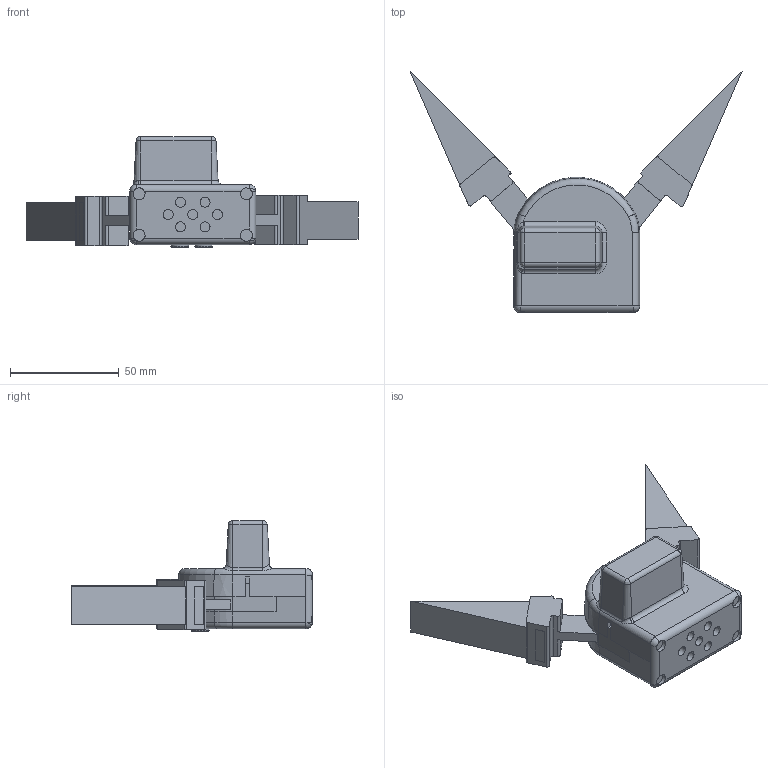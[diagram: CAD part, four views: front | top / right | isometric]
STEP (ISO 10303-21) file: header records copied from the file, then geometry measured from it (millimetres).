
FILE_DESCRIPTION (( 'STEP AP214' ), '1' );
FILE_NAME ('柔性夹爪-可外发.STEP', '2023-04-20T08:14:36', ( '' ), ( '' ), 'SwSTEP 2.0', 'SolidWorks 2018', '' );
FILE_SCHEMA (( 'AUTOMOTIVE_DESIGN' ));
Length unit declared in the file: millimetre
Products named in the file (1): 柔性夹爪-可外发
Bounding box: 152.86 x 110.96 x 50.9 mm (x, y, z)
Volume: 135205.9 mm3; surface area: 32812.1 mm2
Topology: 1 solids, 5 shells, 322 faces, 852 edges, 540 vertices
Faces by surface type: plane 159, cylinder 100, cone 29, torus 20, bspline 7, sphere 7
Entity records: 14324 total; most frequent: CARTESIAN_POINT 2699, DIRECTION 1772, ORIENTED_EDGE 1690, EDGE_CURVE 845, AXIS2_PLACEMENT_3D 634, VERTEX_POINT 540, LINE 504, VECTOR 504
